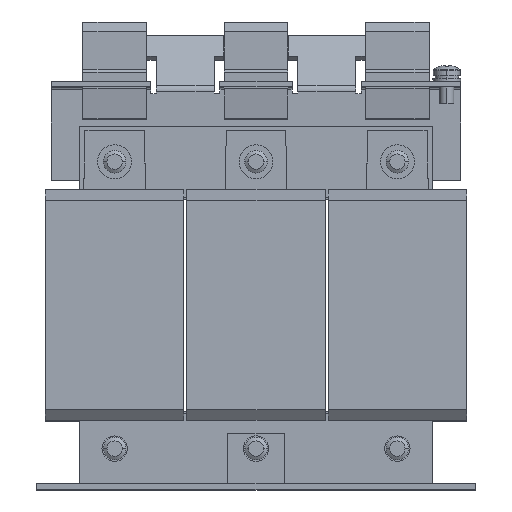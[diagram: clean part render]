
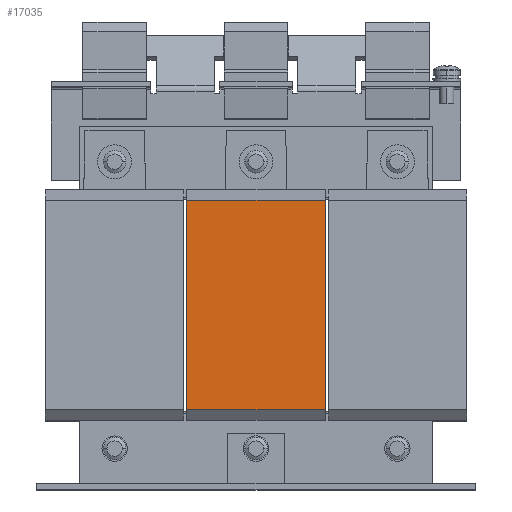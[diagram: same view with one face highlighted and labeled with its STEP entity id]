
A CAD part, top view. The second image highlights one B-rep face of the part: STEP entity #17035.
In plain terms, the highlighted planar face has unit normal (0, 0, 1).
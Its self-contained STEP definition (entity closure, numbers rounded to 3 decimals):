
#508 = CARTESIAN_POINT ( 'NONE',  ( -24.5, -37., 36.5 ) ) ;
#800 = LINE ( 'NONE', #7993, #6840 ) ;
#1704 = CARTESIAN_POINT ( 'NONE',  ( -24.5, -37., 36.5 ) ) ;
#1800 = ORIENTED_EDGE ( 'NONE', *, *, #4693, .T. ) ;
#1888 = DIRECTION ( 'NONE',  ( 1., 0., 0. ) ) ;
#2809 = LINE ( 'NONE', #8800, #5641 ) ;
#3529 = LINE ( 'NONE', #508, #9969 ) ;
#3728 = AXIS2_PLACEMENT_3D ( 'NONE', #15141, #16345, #17590 ) ;
#3968 = LINE ( 'NONE', #10097, #15390 ) ;
#4426 = FACE_OUTER_BOUND ( 'NONE', #8746, .T. ) ;
#4693 = EDGE_CURVE ( 'Defeature ausgef�hrt2_19+Defeature ausgef�hrt2_18+Defeature ausgef�hrt2_28+Defeature ausgef�hrt2_29', #6006, #14623, #3529, .T. ) ;
#5641 = VECTOR ( 'NONE', #11299, 1000. ) ;
#5649 = ORIENTED_EDGE ( 'NONE', *, *, #14528, .T. ) ;
#6006 = VERTEX_POINT ( 'NONE', #1704 ) ;
#6840 = VECTOR ( 'NONE', #16288, 1000. ) ;
#7392 = CARTESIAN_POINT ( 'NONE',  ( 24.5, 37., 36.5 ) ) ;
#7986 = CARTESIAN_POINT ( 'NONE',  ( -24.5, 37., 36.5 ) ) ;
#7993 = CARTESIAN_POINT ( 'NONE',  ( -24.5, 37., 36.5 ) ) ;
#8746 = EDGE_LOOP ( 'NONE', ( #5649, #11200, #11564, #1800 ) ) ;
#8800 = CARTESIAN_POINT ( 'NONE',  ( 24.5, -37., 36.5 ) ) ;
#9856 = VERTEX_POINT ( 'NONE', #7392 ) ;
#9969 = VECTOR ( 'NONE', #1888, 1000. ) ;
#10097 = CARTESIAN_POINT ( 'NONE',  ( -24.5, -37., 36.5 ) ) ;
#11200 = ORIENTED_EDGE ( 'NONE', *, *, #11462, .F. ) ;
#11299 = DIRECTION ( 'NONE',  ( 0., 1., 0. ) ) ;
#11462 = EDGE_CURVE ( 'Defeature ausgef�hrt2_20+Defeature ausgef�hrt2_19+Defeature ausgef�hrt2_28+Defeature ausgef�hrt2_29', #11648, #9856, #800, .T. ) ;
#11564 = ORIENTED_EDGE ( 'NONE', *, *, #13040, .F. ) ;
#11648 = VERTEX_POINT ( 'NONE', #7986 ) ;
#12585 = DIRECTION ( 'NONE',  ( 0., 1., 0. ) ) ;
#13040 = EDGE_CURVE ( 'Defeature ausgef�hrt2_28+Defeature ausgef�hrt2_19+Defeature ausgef�hrt2_18+Defeature ausgef�hrt2_20', #6006, #11648, #3968, .T. ) ;
#14391 = CARTESIAN_POINT ( 'NONE',  ( 24.5, -37., 36.5 ) ) ;
#14528 = EDGE_CURVE ( 'Defeature ausgef�hrt2_19+Defeature ausgef�hrt2_29+Defeature ausgef�hrt2_18+Defeature ausgef�hrt2_20', #14623, #9856, #2809, .T. ) ;
#14623 = VERTEX_POINT ( 'NONE', #14391 ) ;
#14903 = PLANE ( 'NONE',  #3728 ) ;
#15141 = CARTESIAN_POINT ( 'NONE',  ( -24.5, -37., 36.5 ) ) ;
#15390 = VECTOR ( 'NONE', #12585, 1000. ) ;
#16288 = DIRECTION ( 'NONE',  ( 1., 0., 0. ) ) ;
#16345 = DIRECTION ( 'NONE',  ( 0., 0., -1. ) ) ;
#17035 = ADVANCED_FACE ( 'Defeature ausgef�hrt2_19', ( #4426 ), #14903, .F. ) ;
#17590 = DIRECTION ( 'NONE',  ( 0., -1., 0. ) ) ;
